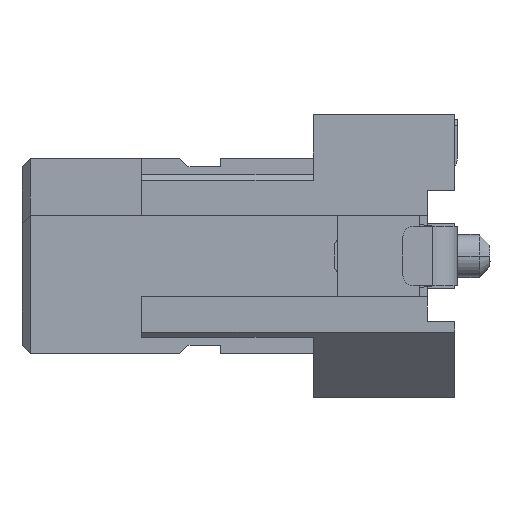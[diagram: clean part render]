
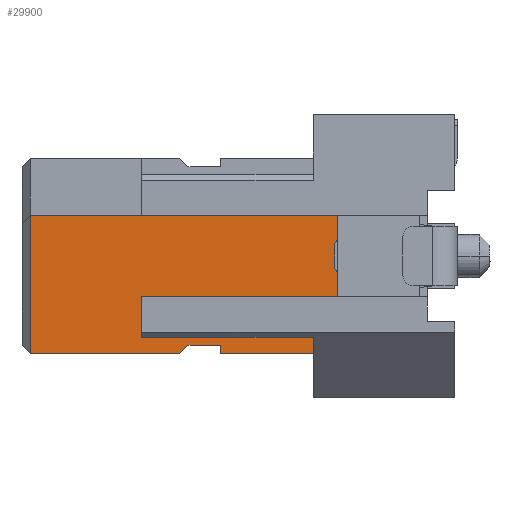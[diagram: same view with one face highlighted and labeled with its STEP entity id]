
A CAD part, left-side view. The second image highlights one B-rep face of the part: STEP entity #29900.
In plain terms, the highlighted planar face has unit normal (-1, 0, 0).
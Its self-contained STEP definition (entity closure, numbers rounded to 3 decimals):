
#274=CARTESIAN_POINT('',(-14.585,-1.05,-1.79));
#275=VERTEX_POINT('',#274);
#298=CARTESIAN_POINT('',(-14.585,0.65,-1.64));
#299=VERTEX_POINT('',#298);
#300=CARTESIAN_POINT('',(-14.585,0.65,-1.79));
#301=VERTEX_POINT('',#300);
#302=CARTESIAN_POINT('',(-14.585,0.65,-1.64));
#303=DIRECTION('',(0.,0.,-1.));
#304=VECTOR('',#303,0.15);
#305=LINE('',#302,#304);
#306=EDGE_CURVE('',#299,#301,#305,.T.);
#643=CARTESIAN_POINT('',(-14.585,2.1,-1.25));
#644=VERTEX_POINT('',#643);
#651=CARTESIAN_POINT('',(-14.585,2.1,-1.49));
#652=VERTEX_POINT('',#651);
#653=CARTESIAN_POINT('',(-14.585,2.1,-1.49));
#654=DIRECTION('',(0.,0.,1.));
#655=VECTOR('',#654,0.24);
#656=LINE('',#653,#655);
#657=EDGE_CURVE('',#652,#644,#656,.T.);
#690=CARTESIAN_POINT('',(-14.585,-1.05,-1.49));
#691=VERTEX_POINT('',#690);
#692=CARTESIAN_POINT('',(-14.585,-1.05,-1.49));
#693=DIRECTION('',(0.,1.,0.));
#694=VECTOR('',#693,3.15);
#695=LINE('',#692,#694);
#696=EDGE_CURVE('',#691,#652,#695,.T.);
#714=CARTESIAN_POINT('',(-14.585,-1.05,-1.79));
#715=DIRECTION('',(0.,0.,1.));
#716=VECTOR('',#715,0.3);
#717=LINE('',#714,#716);
#718=EDGE_CURVE('',#275,#691,#717,.T.);
#731=CARTESIAN_POINT('',(-14.585,1.85,1.));
#732=VERTEX_POINT('',#731);
#749=CARTESIAN_POINT('',(-14.585,2.1,1.25));
#750=VERTEX_POINT('',#749);
#757=CARTESIAN_POINT('',(-14.585,1.85,1.));
#758=DIRECTION('',(0.,0.707,0.707));
#759=VECTOR('',#758,0.354);
#760=LINE('',#757,#759);
#761=EDGE_CURVE('',#732,#750,#760,.T.);
#829=CARTESIAN_POINT('',(-14.585,2.1,0.75));
#830=VERTEX_POINT('',#829);
#837=CARTESIAN_POINT('',(-14.585,2.1,1.25));
#838=DIRECTION('',(0.,0.,-1.));
#839=VECTOR('',#838,0.5);
#840=LINE('',#837,#839);
#841=EDGE_CURVE('',#750,#830,#840,.T.);
#866=CARTESIAN_POINT('',(-14.585,4.15,0.75));
#867=VERTEX_POINT('',#866);
#874=CARTESIAN_POINT('',(-14.585,2.1,0.75));
#875=DIRECTION('',(0.,1.,0.));
#876=VECTOR('',#875,2.05);
#877=LINE('',#874,#876);
#878=EDGE_CURVE('',#830,#867,#877,.T.);
#891=CARTESIAN_POINT('',(-14.585,4.15,-1.79));
#892=VERTEX_POINT('',#891);
#899=CARTESIAN_POINT('',(-14.585,4.15,0.75));
#900=DIRECTION('',(0.,0.,-1.));
#901=VECTOR('',#900,2.54);
#902=LINE('',#899,#901);
#903=EDGE_CURVE('',#867,#892,#902,.T.);
#927=CARTESIAN_POINT('',(-14.585,1.4,-1.79));
#928=VERTEX_POINT('',#927);
#929=CARTESIAN_POINT('',(-14.585,1.25,-1.64));
#930=VERTEX_POINT('',#929);
#931=CARTESIAN_POINT('',(-14.585,1.4,-1.79));
#932=DIRECTION('',(0.,-0.707,0.707));
#933=VECTOR('',#932,0.212);
#934=LINE('',#931,#933);
#935=EDGE_CURVE('',#928,#930,#934,.T.);
#958=CARTESIAN_POINT('',(-14.585,1.25,-1.64));
#959=DIRECTION('',(0.,-1.,0.));
#960=VECTOR('',#959,0.6);
#961=LINE('',#958,#960);
#962=EDGE_CURVE('',#930,#299,#961,.T.);
#984=CARTESIAN_POINT('',(-14.585,1.85,-1.));
#985=VERTEX_POINT('',#984);
#992=CARTESIAN_POINT('',(-14.585,2.1,-1.25));
#993=DIRECTION('',(0.,-0.707,0.707));
#994=VECTOR('',#993,0.354);
#995=LINE('',#992,#994);
#996=EDGE_CURVE('',#644,#985,#995,.T.);
#5260=CARTESIAN_POINT('',(-14.585,0.65,-1.79));
#5261=DIRECTION('',(0.,-1.,0.));
#5262=VECTOR('',#5261,1.7);
#5263=LINE('',#5260,#5262);
#5264=EDGE_CURVE('',#301,#275,#5263,.T.);
#6064=CARTESIAN_POINT('',(-14.585,4.15,-1.79));
#6065=DIRECTION('',(0.,-1.,0.));
#6066=VECTOR('',#6065,2.75);
#6067=LINE('',#6064,#6066);
#6068=EDGE_CURVE('',#892,#928,#6067,.T.);
#18164=CARTESIAN_POINT('',(-14.585,-1.5,-1.));
#18165=VERTEX_POINT('',#18164);
#18172=CARTESIAN_POINT('',(-14.585,1.85,-1.));
#18173=DIRECTION('',(0.,-1.,0.));
#18174=VECTOR('',#18173,3.35);
#18175=LINE('',#18172,#18174);
#18176=EDGE_CURVE('',#985,#18165,#18175,.T.);
#18229=CARTESIAN_POINT('',(-14.585,-1.5,1.));
#18230=VERTEX_POINT('',#18229);
#18231=CARTESIAN_POINT('',(-14.585,-1.5,1.));
#18232=DIRECTION('',(0.,1.,0.));
#18233=VECTOR('',#18232,3.35);
#18234=LINE('',#18231,#18233);
#18235=EDGE_CURVE('',#18230,#732,#18234,.T.);
#29838=CARTESIAN_POINT('',(-14.585,0.5,-0.27));
#29839=DIRECTION('',(0.,0.,-1.));
#29840=DIRECTION('',(-1.,0.,0.));
#29841=AXIS2_PLACEMENT_3D('',#29838,#29840,#29839);
#29842=PLANE('',#29841);
#29843=ORIENTED_EDGE('',*,*,#761,.T.);
#29844=ORIENTED_EDGE('',*,*,#841,.T.);
#29845=ORIENTED_EDGE('',*,*,#878,.T.);
#29846=ORIENTED_EDGE('',*,*,#903,.T.);
#29847=ORIENTED_EDGE('',*,*,#6068,.T.);
#29848=ORIENTED_EDGE('',*,*,#935,.T.);
#29849=ORIENTED_EDGE('',*,*,#962,.T.);
#29850=ORIENTED_EDGE('',*,*,#306,.T.);
#29851=ORIENTED_EDGE('',*,*,#5264,.T.);
#29852=ORIENTED_EDGE('',*,*,#718,.T.);
#29853=ORIENTED_EDGE('',*,*,#696,.T.);
#29854=ORIENTED_EDGE('',*,*,#657,.T.);
#29855=ORIENTED_EDGE('',*,*,#996,.T.);
#29856=ORIENTED_EDGE('',*,*,#18176,.T.);
#29857=CARTESIAN_POINT('',(-14.585,-1.5,-0.293));
#29858=VERTEX_POINT('',#29857);
#29859=CARTESIAN_POINT('',(-14.585,-1.5,-0.293));
#29860=DIRECTION('',(0.,0.,-1.));
#29861=VECTOR('',#29860,0.707);
#29862=LINE('',#29859,#29861);
#29863=EDGE_CURVE('',#29858,#18165,#29862,.T.);
#29864=ORIENTED_EDGE('',*,*,#29863,.F.);
#29865=CARTESIAN_POINT('',(-14.585,-1.45,-0.206));
#29866=VERTEX_POINT('',#29865);
#29867=CARTESIAN_POINT('',(-14.585,-1.55,-0.206));
#29868=DIRECTION('',(0.,0.5,-0.866));
#29869=DIRECTION('',(1.,0.,0.));
#29870=AXIS2_PLACEMENT_3D('',#29867,#29869,#29868);
#29871=CIRCLE('',#29870,0.1);
#29872=EDGE_CURVE('',#29858,#29866,#29871,.T.);
#29873=ORIENTED_EDGE('',*,*,#29872,.T.);
#29874=CARTESIAN_POINT('',(-14.585,-1.45,0.206));
#29875=VERTEX_POINT('',#29874);
#29876=CARTESIAN_POINT('',(-14.585,-1.45,0.206));
#29877=DIRECTION('',(0.,0.,-1.));
#29878=VECTOR('',#29877,0.413);
#29879=LINE('',#29876,#29878);
#29880=EDGE_CURVE('',#29875,#29866,#29879,.T.);
#29881=ORIENTED_EDGE('',*,*,#29880,.F.);
#29882=CARTESIAN_POINT('',(-14.585,-1.5,0.293));
#29883=VERTEX_POINT('',#29882);
#29884=CARTESIAN_POINT('',(-14.585,-1.55,0.206));
#29885=DIRECTION('',(0.,0.5,0.866));
#29886=DIRECTION('',(-1.,0.,0.));
#29887=AXIS2_PLACEMENT_3D('',#29884,#29886,#29885);
#29888=CIRCLE('',#29887,0.1);
#29889=EDGE_CURVE('',#29883,#29875,#29888,.T.);
#29890=ORIENTED_EDGE('',*,*,#29889,.F.);
#29891=CARTESIAN_POINT('',(-14.585,-1.5,1.));
#29892=DIRECTION('',(0.,0.,-1.));
#29893=VECTOR('',#29892,0.707);
#29894=LINE('',#29891,#29893);
#29895=EDGE_CURVE('',#18230,#29883,#29894,.T.);
#29896=ORIENTED_EDGE('',*,*,#29895,.F.);
#29897=ORIENTED_EDGE('',*,*,#18235,.T.);
#29898=EDGE_LOOP('',(#29843,#29844,#29845,#29846,#29847,#29848,#29849,#29850,#29851,#29852,#29853,#29854,#29855,#29856,#29864,#29873,#29881,#29890,#29896,#29897));
#29899=FACE_OUTER_BOUND('',#29898,.T.);
#29900=ADVANCED_FACE('',(#29899),#29842,.T.);
